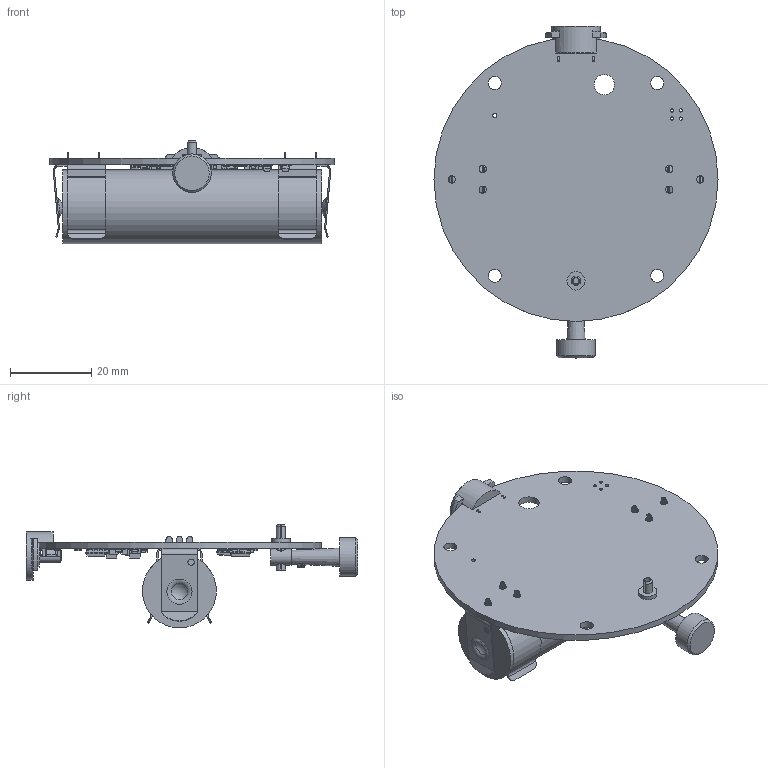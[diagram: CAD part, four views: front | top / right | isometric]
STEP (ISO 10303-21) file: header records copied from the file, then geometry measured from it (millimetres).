
FILE_DESCRIPTION(/* description */ (''),/* implementation_level */ '2;1');
FILE_NAME(/* name */ '3D CABLESS Completa.step',/* time_stamp */ '2026-02-04T11:09:14+01:00',/* author */ (''),/* organization */ (''),/* preprocessor_version */ 'ST-DEVELOPER v20.1',/* originating_system */ 'Autodesk Translation Framework v14.24.0.0',/* authorisation */ '');
FILE_SCHEMA (('AUTOMOTIVE_DESIGN { 1 0 10303 214 3 1 1 }'));
Length unit declared in the file: millimetre
Products named in the file (74): NP_22045 Cone Table lamp A.Tasto nuovo; Scheda singola V1.1 v1 (1); C_0603_1608Metric (2); SOIC-8_3.9x4.9mm_P1.27mm (2); s7181-45 (2); COMPOUND (4); R_0603_1608Metric (2); C_0805_2012Metric (2); SOT-23-6 (2); keystone-PN54 (2); D_SMA (2); SOT-363_SC-70-6 (2); SOLID (7) (2); sod123 (2); SOLID (8) (2); SRN4012TA (2); SOLID (9) (2); Everlight 17-223 (1); COMPOUND (1) (2); SOT-23 (2); SOLID (10) (2); USB4125-GF-A (2); COMPOUND (2) (2); R_1210_3225Metric (2); SOLID (11) (2); Bat+dimmer_5V PCB (2); C_0805_2012Metric (2)_1; SOIC-8_3.9x4.9mm_P1.27mm (2)_1; SOLID (1) (2); C_0603_1608Metric (2)_1; R_0603_1608Metric (2)_1; C_0603_1608Metric (2)_2; R_0603_1608Metric (2)_2; C_0805_2012Metric (2)_2; C_0603_1608Metric (2)_3; R_0603_1608Metric (2)_3; R_0603_1608Metric (2)_4; R_0603_1608Metric (2)_5; R_0603_1608Metric (2)_6; C_0805_2012Metric (2)_3 ...
Assembly tree (107 placements, depth 4):
  NP_22045 Cone Table lamp A.Tasto nuovo
    Scheda singola V1.1 v1 (1)
      C_0603_1608Metric (2)
        SOLID (14)
      SOIC-8_3.9x4.9mm_P1.27mm (2)
        SOLID (1) (2)
      s7181-45 (2)
        COMPOUND (4)
      R_0603_1608Metric (2)
        SOLID (2) (2)
      C_0805_2012Metric (2)
        SOLID (3) (2)
      SOT-23-6 (2)
        SOLID (4) (2)
      keystone-PN54 (2)
        SOLID (5) (2)
      D_SMA (2)
        SOLID (6) (2)
      SOT-363_SC-70-6 (2)
        SOLID (7) (2)
      sod123 (2)
        SOLID (8) (2)
      SRN4012TA (2)
        SOLID (9) (2)
      Everlight 17-223 (1)
        COMPOUND (1) (2)
      SOT-23 (2)
        SOLID (10) (2)
      USB4125-GF-A (2)
        COMPOUND (2) (2)
      R_1210_3225Metric (2)
        SOLID (11) (2)
      Bat+dimmer_5V PCB (2)
      C_0805_2012Metric (2)_1
        SOLID (3) (2)
      SOIC-8_3.9x4.9mm_P1.27mm (2)_1
        SOLID (1) (2)
      C_0603_1608Metric (2)_1
        SOLID (14)
      R_0603_1608Metric (2)_1
        SOLID (2) (2)
      C_0603_1608Metric (2)_2
        SOLID (14)
      R_0603_1608Metric (2)_2
        SOLID (2) (2)
      C_0805_2012Metric (2)_2
        SOLID (3) (2)
      C_0603_1608Metric (2)_3
        SOLID (14)
      R_0603_1608Metric (2)_3
        SOLID (2) (2)
      R_0603_1608Metric (2)_4
        SOLID (2) (2)
      R_0603_1608Metric (2)_5
        SOLID (2) (2)
      R_0603_1608Metric (2)_6
        SOLID (2) (2)
      C_0805_2012Metric (2)_3
        SOLID (3) (2)
      R_0603_1608Metric (2)_7
Bounding box: 70 x 81.79 x 25.55 mm (x, y, z)
Volume: 24590.2 mm3; surface area: 17800.7 mm2
Topology: 65 solids, 736 shells, 3182 faces, 10197 edges, 7852 vertices
Faces by surface type: plane 2271, cylinder 841, cone 37, bspline 18, torus 11, sphere 4
Full cylindrical faces by diameter (mm): 0.05 x2, 0.6 x2, 0.8 x4, 1 x2, 1.575 x2, 1.8 x6, 2.5 x1, 3.15 x1, 3.2 x5, 4 x1, 4.5 x1, 5 x1, 9.5 x2, 12 x1, 18.2 x1, 70 x1
Entity records: 78543 total; most frequent: CARTESIAN_POINT 17214, DIRECTION 11924, ORIENTED_EDGE 9716, EDGE_CURVE 6765, VERTEX_POINT 5656, LINE 5378, VECTOR 5378, AXIS2_PLACEMENT_3D 3273
